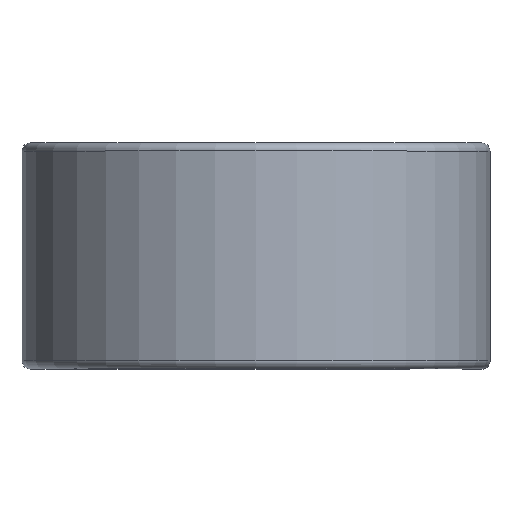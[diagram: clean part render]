
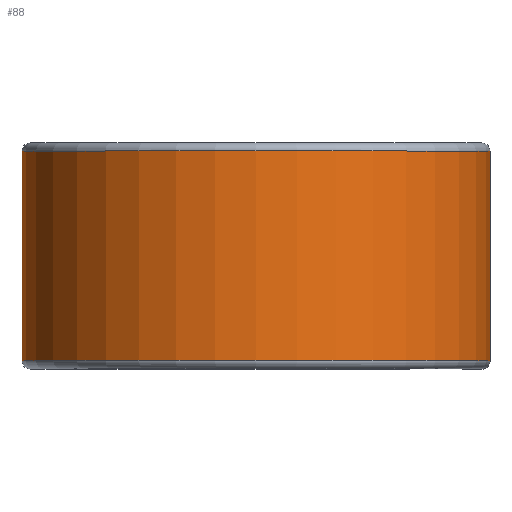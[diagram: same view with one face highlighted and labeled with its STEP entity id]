
A CAD part, top view. The second image highlights one B-rep face of the part: STEP entity #88.
In plain terms, the highlighted cylindrical face has radius 21.361 mm (diameter 42.723 mm), a partial arc.
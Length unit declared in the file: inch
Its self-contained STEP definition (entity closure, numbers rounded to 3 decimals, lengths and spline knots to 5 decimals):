
#10 = CARTESIAN_POINT ( 'NONE',  ( 0., 0.37625, -0.841 ) ) ;
#19 = CYLINDRICAL_SURFACE ( 'NONE', #2226, 0.841 ) ;
#88 = ADVANCED_FACE ( 'NONE', ( #2362 ), #19, .T. ) ;
#137 = CIRCLE ( 'NONE', #1400, 0.841 ) ;
#223 = CARTESIAN_POINT ( 'NONE',  ( 0., -0.37625, -0.841 ) ) ;
#293 = DIRECTION ( 'NONE',  ( 0., 1., 0. ) ) ;
#314 = CARTESIAN_POINT ( 'NONE',  ( 0.841, 0.37625, 0. ) ) ;
#387 = ORIENTED_EDGE ( 'NONE', *, *, #1651, .F. ) ;
#434 = LINE ( 'NONE', #855, #863 ) ;
#446 = EDGE_CURVE ( 'NONE', #1883, #2227, #1105, .T. ) ;
#474 = DIRECTION ( 'NONE',  ( 0., 1., 0. ) ) ;
#530 = EDGE_LOOP ( 'NONE', ( #1279, #1607, #1788, #387 ) ) ;
#537 = DIRECTION ( 'NONE',  ( 0., -1., 0. ) ) ;
#574 = VERTEX_POINT ( 'NONE', #223 ) ;
#602 = CARTESIAN_POINT ( 'NONE',  ( 0.841, -0.37625, 0. ) ) ;
#810 = EDGE_CURVE ( 'NONE', #2227, #891, #137, .T. ) ;
#855 = CARTESIAN_POINT ( 'NONE',  ( 0., 0.37625, -0.841 ) ) ;
#863 = VECTOR ( 'NONE', #293, 39.37008 ) ;
#891 = VERTEX_POINT ( 'NONE', #10 ) ;
#909 = DIRECTION ( 'NONE',  ( 0., -1., 0. ) ) ;
#1039 = CIRCLE ( 'NONE', #2016, 0.841 ) ;
#1105 = LINE ( 'NONE', #1800, #1535 ) ;
#1279 = ORIENTED_EDGE ( 'NONE', *, *, #446, .T. ) ;
#1400 = AXIS2_PLACEMENT_3D ( 'NONE', #1649, #537, #1827 ) ;
#1485 = DIRECTION ( 'NONE',  ( 0., -1., 0. ) ) ;
#1535 = VECTOR ( 'NONE', #474, 39.37008 ) ;
#1607 = ORIENTED_EDGE ( 'NONE', *, *, #810, .T. ) ;
#1649 = CARTESIAN_POINT ( 'NONE',  ( 0., 0.37625, 0. ) ) ;
#1651 = EDGE_CURVE ( 'NONE', #1883, #574, #1039, .T. ) ;
#1788 = ORIENTED_EDGE ( 'NONE', *, *, #2172, .F. ) ;
#1800 = CARTESIAN_POINT ( 'NONE',  ( 0.841, 0.37625, 0. ) ) ;
#1827 = DIRECTION ( 'NONE',  ( 0., 0., -1. ) ) ;
#1850 = DIRECTION ( 'NONE',  ( 0., 0., -1. ) ) ;
#1883 = VERTEX_POINT ( 'NONE', #602 ) ;
#1995 = CARTESIAN_POINT ( 'NONE',  ( 0., -0.37625, 0. ) ) ;
#2016 = AXIS2_PLACEMENT_3D ( 'NONE', #1995, #909, #2178 ) ;
#2172 = EDGE_CURVE ( 'NONE', #574, #891, #434, .T. ) ;
#2178 = DIRECTION ( 'NONE',  ( 0., 0., -1. ) ) ;
#2226 = AXIS2_PLACEMENT_3D ( 'NONE', #2253, #1485, #1850 ) ;
#2227 = VERTEX_POINT ( 'NONE', #314 ) ;
#2253 = CARTESIAN_POINT ( 'NONE',  ( 0., 0.375, 0. ) ) ;
#2362 = FACE_OUTER_BOUND ( 'NONE', #530, .T. ) ;
